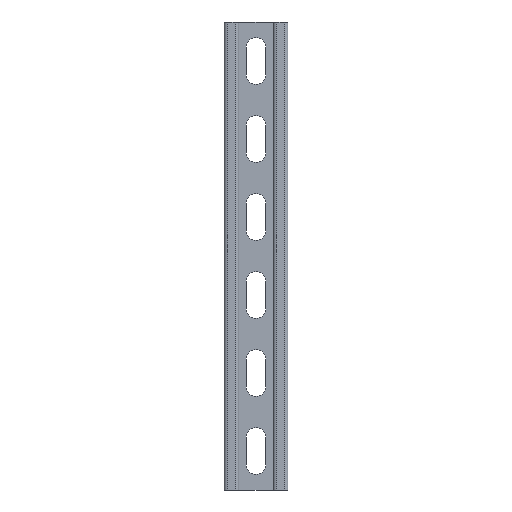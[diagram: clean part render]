
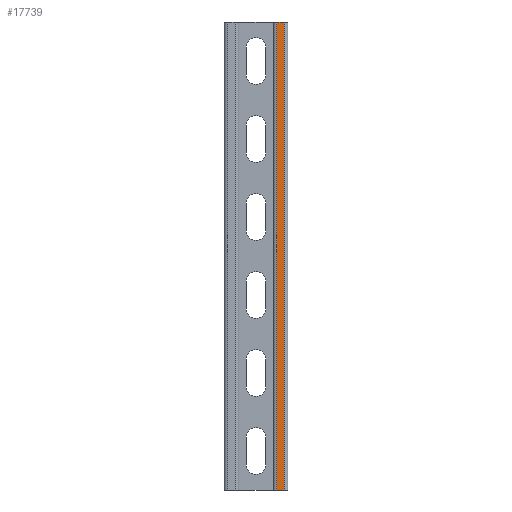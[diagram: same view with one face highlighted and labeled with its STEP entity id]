
A CAD part, front view. The second image highlights one B-rep face of the part: STEP entity #17739.
In plain terms, the highlighted face is planar.
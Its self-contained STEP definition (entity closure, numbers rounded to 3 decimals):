
#573 = DIRECTION ( 'NONE',  ( 0., 0., 1. ) ) ;
#978 = EDGE_CURVE ( 'NONE', #8754, #7009, #4692, .T. ) ;
#1059 = CARTESIAN_POINT ( 'NONE',  ( -20.5, 41., 0. ) ) ;
#1497 = CARTESIAN_POINT ( 'NONE',  ( -18.25, 41., 0. ) ) ;
#1941 = ORIENTED_EDGE ( 'NONE', *, *, #10394, .F. ) ;
#3417 = DIRECTION ( 'NONE',  ( 1., 0., 0. ) ) ;
#3836 = VERTEX_POINT ( 'NONE', #18620 ) ;
#4071 = FACE_OUTER_BOUND ( 'NONE', #14241, .T. ) ;
#4238 = EDGE_CURVE ( 'NONE', #7009, #18391, #13878, .T. ) ;
#4692 = LINE ( 'NONE', #15393, #6339 ) ;
#5175 = ORIENTED_EDGE ( 'NONE', *, *, #978, .T. ) ;
#6339 = VECTOR ( 'NONE', #16986, 1000. ) ;
#6494 = VECTOR ( 'NONE', #3417, 1000. ) ;
#6765 = DIRECTION ( 'NONE',  ( 0., 0., -1. ) ) ;
#7009 = VERTEX_POINT ( 'NONE', #1497 ) ;
#8754 = VERTEX_POINT ( 'NONE', #13362 ) ;
#9039 = VECTOR ( 'NONE', #573, 1000. ) ;
#9170 = AXIS2_PLACEMENT_3D ( 'NONE', #11450, #19003, #6765 ) ;
#9816 = CARTESIAN_POINT ( 'NONE',  ( -13.25, 41., 0. ) ) ;
#10308 = ORIENTED_EDGE ( 'NONE', *, *, #18361, .F. ) ;
#10394 = EDGE_CURVE ( 'NONE', #8754, #3836, #17522, .T. ) ;
#11226 = CARTESIAN_POINT ( 'NONE',  ( -13.25, 41., -150. ) ) ;
#11228 = CARTESIAN_POINT ( 'NONE',  ( -20.5, 41., -300. ) ) ;
#11450 = CARTESIAN_POINT ( 'NONE',  ( -20.5, 41., -150. ) ) ;
#13362 = CARTESIAN_POINT ( 'NONE',  ( -18.25, 41., -300. ) ) ;
#13824 = LINE ( 'NONE', #11226, #9039 ) ;
#13878 = LINE ( 'NONE', #1059, #19383 ) ;
#14241 = EDGE_LOOP ( 'NONE', ( #14949, #10308, #1941, #5175 ) ) ;
#14949 = ORIENTED_EDGE ( 'NONE', *, *, #4238, .T. ) ;
#15393 = CARTESIAN_POINT ( 'NONE',  ( -18.25, 41., -150. ) ) ;
#16986 = DIRECTION ( 'NONE',  ( 0., 0., 1. ) ) ;
#17522 = LINE ( 'NONE', #11228, #6494 ) ;
#17739 = ADVANCED_FACE ( 'NONE', ( #4071 ), #19133, .F. ) ;
#17809 = DIRECTION ( 'NONE',  ( 1., 0., 0. ) ) ;
#18361 = EDGE_CURVE ( 'NONE', #3836, #18391, #13824, .T. ) ;
#18391 = VERTEX_POINT ( 'NONE', #9816 ) ;
#18620 = CARTESIAN_POINT ( 'NONE',  ( -13.25, 41., -300. ) ) ;
#19003 = DIRECTION ( 'NONE',  ( 0., -1., 0. ) ) ;
#19133 = PLANE ( 'NONE',  #9170 ) ;
#19383 = VECTOR ( 'NONE', #17809, 1000. ) ;
